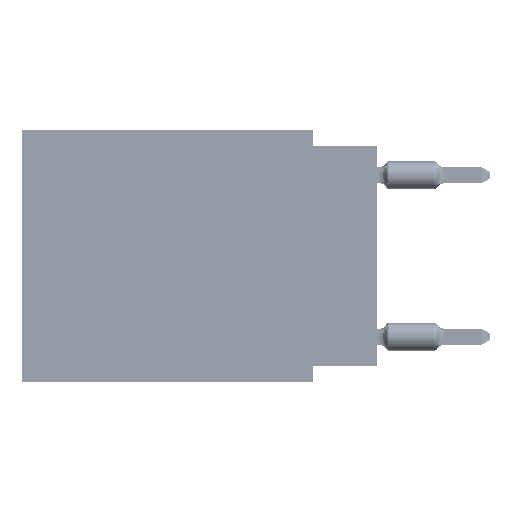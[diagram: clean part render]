
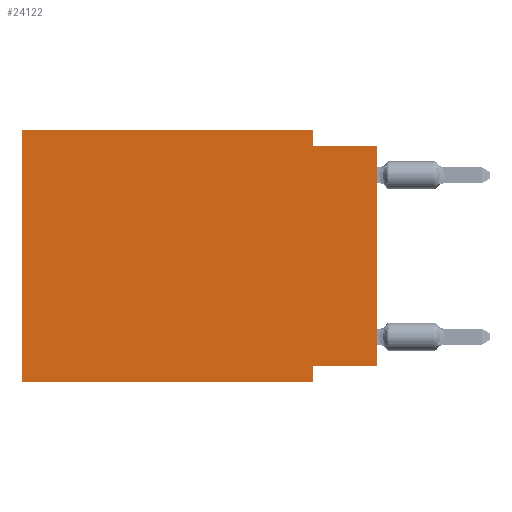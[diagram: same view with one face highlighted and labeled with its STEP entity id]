
A CAD part, left-side view. The second image highlights one B-rep face of the part: STEP entity #24122.
In plain terms, the highlighted planar face has unit normal (-1, 0, 0).
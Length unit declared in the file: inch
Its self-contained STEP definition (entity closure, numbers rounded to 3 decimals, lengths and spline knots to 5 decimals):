
#928 = CARTESIAN_POINT ( 'NONE',  ( 0., 0.1, 0. ) ) ;
#4328 = ORIENTED_EDGE ( 'NONE', *, *, #50400, .F. ) ;
#9097 = LINE ( 'NONE', #78776, #74265 ) ;
#10195 = CARTESIAN_POINT ( 'NONE',  ( 0., 0., -0.025 ) ) ;
#14048 = VECTOR ( 'NONE', #57391, 39.37008 ) ;
#15784 = VERTEX_POINT ( 'NONE', #65128 ) ;
#16158 = LINE ( 'NONE', #10195, #43240 ) ;
#19010 = DIRECTION ( 'NONE',  ( 0., 1., 0. ) ) ;
#19687 = VERTEX_POINT ( 'NONE', #76674 ) ;
#20815 = FACE_OUTER_BOUND ( 'NONE', #68986, .T. ) ;
#22678 = CARTESIAN_POINT ( 'NONE',  ( 0., 0., 0. ) ) ;
#24122 = ADVANCED_FACE ( 'NONE', ( #20815 ), #62231, .F. ) ;
#24493 = VERTEX_POINT ( 'NONE', #41218 ) ;
#26112 = ORIENTED_EDGE ( 'NONE', *, *, #32835, .F. ) ;
#26460 = EDGE_CURVE ( 'NONE', #24493, #84100, #35929, .T. ) ;
#26838 = VERTEX_POINT ( 'NONE', #68127 ) ;
#27642 = DIRECTION ( 'NONE',  ( 1., 0., 0. ) ) ;
#28176 = VERTEX_POINT ( 'NONE', #58080 ) ;
#29238 = VECTOR ( 'NONE', #19010, 39.37008 ) ;
#30565 = AXIS2_PLACEMENT_3D ( 'NONE', #90064, #27642, #69514 ) ;
#32835 = EDGE_CURVE ( 'NONE', #70179, #15784, #89405, .T. ) ;
#34526 = EDGE_CURVE ( 'NONE', #60386, #28176, #34658, .T. ) ;
#34658 = LINE ( 'NONE', #928, #14048 ) ;
#35929 = LINE ( 'NONE', #22678, #80120 ) ;
#38970 = DIRECTION ( 'NONE',  ( 0., 0., 1. ) ) ;
#39067 = CARTESIAN_POINT ( 'NONE',  ( 0., 0., -0.365 ) ) ;
#39734 = ORIENTED_EDGE ( 'NONE', *, *, #72057, .F. ) ;
#40023 = VECTOR ( 'NONE', #88947, 39.37008 ) ;
#41218 = CARTESIAN_POINT ( 'NONE',  ( 0., 0., -0.365 ) ) ;
#41237 = EDGE_CURVE ( 'NONE', #26838, #19687, #87254, .T. ) ;
#41254 = CARTESIAN_POINT ( 'NONE',  ( 0., 0.55, 0. ) ) ;
#43055 = DIRECTION ( 'NONE',  ( 0., -1., 0. ) ) ;
#43240 = VECTOR ( 'NONE', #43055, 39.37008 ) ;
#46653 = VECTOR ( 'NONE', #81325, 39.37008 ) ;
#50400 = EDGE_CURVE ( 'NONE', #28176, #84100, #16158, .T. ) ;
#50483 = DIRECTION ( 'NONE',  ( 0., 0., 1. ) ) ;
#51458 = CARTESIAN_POINT ( 'NONE',  ( 0., 0.1, -0.365 ) ) ;
#51470 = DIRECTION ( 'NONE',  ( 0., -1., 0. ) ) ;
#53862 = CARTESIAN_POINT ( 'NONE',  ( 0., 0.1, -0.39 ) ) ;
#55439 = EDGE_CURVE ( 'NONE', #24493, #70179, #73660, .T. ) ;
#57391 = DIRECTION ( 'NONE',  ( 0., 0., -1. ) ) ;
#57891 = ORIENTED_EDGE ( 'NONE', *, *, #71495, .T. ) ;
#58080 = CARTESIAN_POINT ( 'NONE',  ( 0., 0.1, -0.025 ) ) ;
#60185 = CARTESIAN_POINT ( 'NONE',  ( 0., 0.1, 0. ) ) ;
#60386 = VERTEX_POINT ( 'NONE', #60185 ) ;
#62231 = PLANE ( 'NONE',  #30565 ) ;
#65128 = CARTESIAN_POINT ( 'NONE',  ( 0., 0.1, -0.39 ) ) ;
#68127 = CARTESIAN_POINT ( 'NONE',  ( 0., 0.55, -0.39 ) ) ;
#68986 = EDGE_LOOP ( 'NONE', ( #79418, #4328, #79324, #39734, #84423, #57891, #26112, #76068 ) ) ;
#69514 = DIRECTION ( 'NONE',  ( 0., 0., -1. ) ) ;
#70179 = VERTEX_POINT ( 'NONE', #51458 ) ;
#71495 = EDGE_CURVE ( 'NONE', #26838, #15784, #9097, .T. ) ;
#72057 = EDGE_CURVE ( 'NONE', #19687, #60386, #82680, .T. ) ;
#73660 = LINE ( 'NONE', #39067, #29238 ) ;
#73699 = CARTESIAN_POINT ( 'NONE',  ( 0., 0., -0.025 ) ) ;
#74265 = VECTOR ( 'NONE', #51470, 39.37008 ) ;
#76068 = ORIENTED_EDGE ( 'NONE', *, *, #55439, .F. ) ;
#76674 = CARTESIAN_POINT ( 'NONE',  ( 0., 0.55, 0. ) ) ;
#78776 = CARTESIAN_POINT ( 'NONE',  ( 0., 0.55, -0.39 ) ) ;
#79324 = ORIENTED_EDGE ( 'NONE', *, *, #34526, .F. ) ;
#79418 = ORIENTED_EDGE ( 'NONE', *, *, #26460, .T. ) ;
#79503 = CARTESIAN_POINT ( 'NONE',  ( 0., 0.55, 0. ) ) ;
#80120 = VECTOR ( 'NONE', #50483, 39.37008 ) ;
#81325 = DIRECTION ( 'NONE',  ( 0., -1., 0. ) ) ;
#82680 = LINE ( 'NONE', #41254, #46653 ) ;
#84100 = VERTEX_POINT ( 'NONE', #73699 ) ;
#84423 = ORIENTED_EDGE ( 'NONE', *, *, #41237, .F. ) ;
#84747 = VECTOR ( 'NONE', #38970, 39.37008 ) ;
#87254 = LINE ( 'NONE', #79503, #84747 ) ;
#88947 = DIRECTION ( 'NONE',  ( 0., 0., -1. ) ) ;
#89405 = LINE ( 'NONE', #53862, #40023 ) ;
#90064 = CARTESIAN_POINT ( 'NONE',  ( 0., 0.55, 0. ) ) ;
